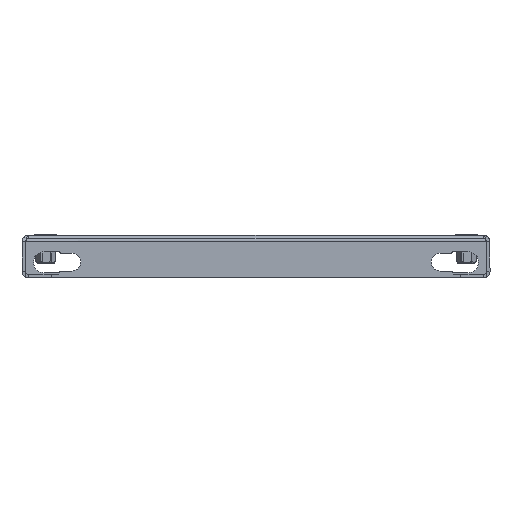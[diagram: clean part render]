
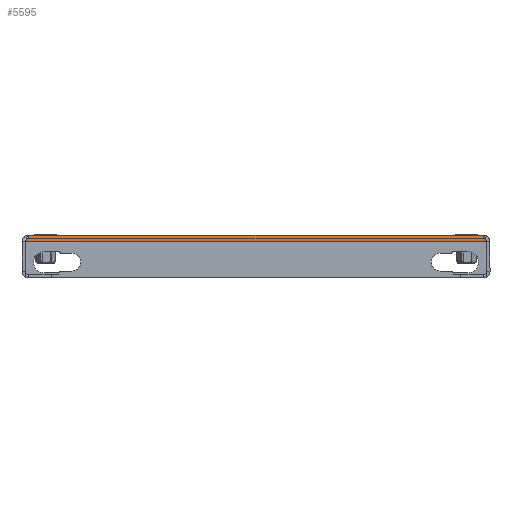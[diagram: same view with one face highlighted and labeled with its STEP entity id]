
A CAD part, front view. The second image highlights one B-rep face of the part: STEP entity #5595.
In plain terms, the highlighted cylindrical face has radius 4 mm (diameter 8 mm), a partial arc.
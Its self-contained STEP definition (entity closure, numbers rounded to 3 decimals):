
#397 = FACE_OUTER_BOUND ( 'NONE', #6205, .T. ) ;
#470 = CARTESIAN_POINT ( 'NONE',  ( -140.645, -742.009, -0.531 ) ) ;
#591 = CARTESIAN_POINT ( 'NONE',  ( -141.287, -743.472, -1.997 ) ) ;
#824 = EDGE_CURVE ( 'NONE', #3787, #5640, #9765, .T. ) ;
#936 = CARTESIAN_POINT ( 'NONE',  ( 140.884, -742.643, -0.986 ) ) ;
#1236 = ORIENTED_EDGE ( 'NONE', *, *, #9316, .F. ) ;
#1378 = B_SPLINE_CURVE_WITH_KNOTS ( 'NONE', 3,
 ( #10296, #6767, #2374, #4028, #1563, #4867, #591, #1387, #10242, #3214, #9387, #470, #11100, #3962, #4813, #2432, #8359, #11034 ),
 .UNSPECIFIED., .F., .F.,
 ( 4, 2, 2, 2, 2, 2, 2, 2, 4 ),
 ( 0., 0.001, 0.002, 0.002, 0.003, 0.004, 0.005, 0.006, 0.007 ),
 .UNSPECIFIED. ) ;
#1387 = CARTESIAN_POINT ( 'NONE',  ( -141.127, -743.183, -1.563 ) ) ;
#1563 = CARTESIAN_POINT ( 'NONE',  ( -141.528, -743.796, -2.712 ) ) ;
#1594 = VECTOR ( 'NONE', #7670, 1000. ) ;
#2374 = CARTESIAN_POINT ( 'NONE',  ( -141.768, -743.974, -3.476 ) ) ;
#2432 = CARTESIAN_POINT ( 'NONE',  ( -140.162, -740.528, -0.026 ) ) ;
#2654 = CARTESIAN_POINT ( 'NONE',  ( 141.929, -744., -4. ) ) ;
#2818 = CARTESIAN_POINT ( 'NONE',  ( 140.643, -742.003, -0.528 ) ) ;
#2868 = CARTESIAN_POINT ( 'NONE',  ( 140.161, -740.524, -0.026 ) ) ;
#2968 = CARTESIAN_POINT ( 'NONE',  ( 141.929, -744., -4. ) ) ;
#3214 = CARTESIAN_POINT ( 'NONE',  ( -140.885, -742.644, -0.987 ) ) ;
#3512 = CARTESIAN_POINT ( 'NONE',  ( 140.321, -741.035, -0.127 ) ) ;
#3564 = CARTESIAN_POINT ( 'NONE',  ( 140.081, -740.264, 0. ) ) ;
#3787 = VERTEX_POINT ( 'NONE', #4200 ) ;
#3962 = CARTESIAN_POINT ( 'NONE',  ( -140.403, -741.292, -0.206 ) ) ;
#4028 = CARTESIAN_POINT ( 'NONE',  ( -141.608, -743.873, -2.965 ) ) ;
#4200 = CARTESIAN_POINT ( 'NONE',  ( 140., -740., 0. ) ) ;
#4426 = ORIENTED_EDGE ( 'NONE', *, *, #6832, .T. ) ;
#4428 = CARTESIAN_POINT ( 'NONE',  ( 141.045, -743.013, -1.356 ) ) ;
#4502 = CARTESIAN_POINT ( 'NONE',  ( -141.929, -740., 0. ) ) ;
#4582 = CARTESIAN_POINT ( 'NONE',  ( 140.402, -741.288, -0.204 ) ) ;
#4715 = CARTESIAN_POINT ( 'NONE',  ( -141.929, -744., -4. ) ) ;
#4813 = CARTESIAN_POINT ( 'NONE',  ( -140.323, -741.043, -0.129 ) ) ;
#4867 = CARTESIAN_POINT ( 'NONE',  ( -141.366, -743.595, -2.227 ) ) ;
#5328 = CARTESIAN_POINT ( 'NONE',  ( 141.366, -743.595, -2.226 ) ) ;
#5428 = CARTESIAN_POINT ( 'NONE',  ( 141.606, -743.871, -2.957 ) ) ;
#5483 = CARTESIAN_POINT ( 'NONE',  ( 141.767, -743.974, -3.472 ) ) ;
#5523 = DIRECTION ( 'NONE',  ( -1., 0., 0. ) ) ;
#5595 = ADVANCED_FACE ( 'NONE', ( #397 ), #7355, .T. ) ;
#5640 = VERTEX_POINT ( 'NONE', #2968 ) ;
#6205 = EDGE_LOOP ( 'NONE', ( #6849, #1236, #4426, #11136 ) ) ;
#6286 = CARTESIAN_POINT ( 'NONE',  ( 140.803, -742.437, -0.817 ) ) ;
#6767 = CARTESIAN_POINT ( 'NONE',  ( -141.848, -744., -3.736 ) ) ;
#6832 = EDGE_CURVE ( 'NONE', #7539, #5640, #9489, .T. ) ;
#6849 = ORIENTED_EDGE ( 'NONE', *, *, #8688, .F. ) ;
#7355 = CYLINDRICAL_SURFACE ( 'NONE', #8014, 4. ) ;
#7539 = VERTEX_POINT ( 'NONE', #4715 ) ;
#7670 = DIRECTION ( 'NONE',  ( 1., 0., 0. ) ) ;
#7873 = VECTOR ( 'NONE', #10278, 1000. ) ;
#8014 = AXIS2_PLACEMENT_3D ( 'NONE', #10726, #5523, #8109 ) ;
#8074 = CARTESIAN_POINT ( 'NONE',  ( 141.526, -743.794, -2.708 ) ) ;
#8109 = DIRECTION ( 'NONE',  ( 0., -1., 0. ) ) ;
#8359 = CARTESIAN_POINT ( 'NONE',  ( -140.081, -740.264, 0. ) ) ;
#8485 = VERTEX_POINT ( 'NONE', #10966 ) ;
#8587 = LINE ( 'NONE', #4502, #1594 ) ;
#8688 = EDGE_CURVE ( 'NONE', #8485, #3787, #8587, .T. ) ;
#8813 = CARTESIAN_POINT ( 'NONE',  ( 141.848, -744., -3.736 ) ) ;
#8972 = CARTESIAN_POINT ( 'NONE',  ( 141.124, -743.178, -1.557 ) ) ;
#9251 = CARTESIAN_POINT ( 'NONE',  ( 144., -744., -4. ) ) ;
#9316 = EDGE_CURVE ( 'NONE', #7539, #8485, #1378, .T. ) ;
#9387 = CARTESIAN_POINT ( 'NONE',  ( -140.805, -742.443, -0.822 ) ) ;
#9489 = LINE ( 'NONE', #9251, #7873 ) ;
#9765 = B_SPLINE_CURVE_WITH_KNOTS ( 'NONE', 3,
 ( #10684, #3564, #2868, #3512, #4582, #10636, #2818, #6286, #936, #4428, #8972, #9830, #5328, #8074, #5428, #5483, #8813, #2654 ),
 .UNSPECIFIED., .F., .F.,
 ( 4, 2, 2, 2, 2, 2, 2, 2, 4 ),
 ( 0., 0.001, 0.002, 0.002, 0.003, 0.004, 0.005, 0.006, 0.007 ),
 .UNSPECIFIED. ) ;
#9830 = CARTESIAN_POINT ( 'NONE',  ( 141.285, -743.469, -1.991 ) ) ;
#10242 = CARTESIAN_POINT ( 'NONE',  ( -141.045, -743.014, -1.357 ) ) ;
#10278 = DIRECTION ( 'NONE',  ( 1., 0., 0. ) ) ;
#10296 = CARTESIAN_POINT ( 'NONE',  ( -141.929, -744., -4. ) ) ;
#10636 = CARTESIAN_POINT ( 'NONE',  ( 140.563, -741.773, -0.405 ) ) ;
#10684 = CARTESIAN_POINT ( 'NONE',  ( 140., -740., 0. ) ) ;
#10726 = CARTESIAN_POINT ( 'NONE',  ( -141.929, -740., -4. ) ) ;
#10966 = CARTESIAN_POINT ( 'NONE',  ( -140., -740., 0. ) ) ;
#11034 = CARTESIAN_POINT ( 'NONE',  ( -140., -740., 0. ) ) ;
#11100 = CARTESIAN_POINT ( 'NONE',  ( -140.563, -741.774, -0.405 ) ) ;
#11136 = ORIENTED_EDGE ( 'NONE', *, *, #824, .F. ) ;
